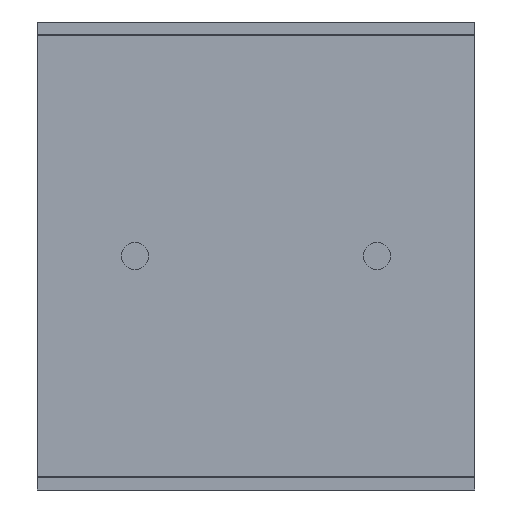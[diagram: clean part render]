
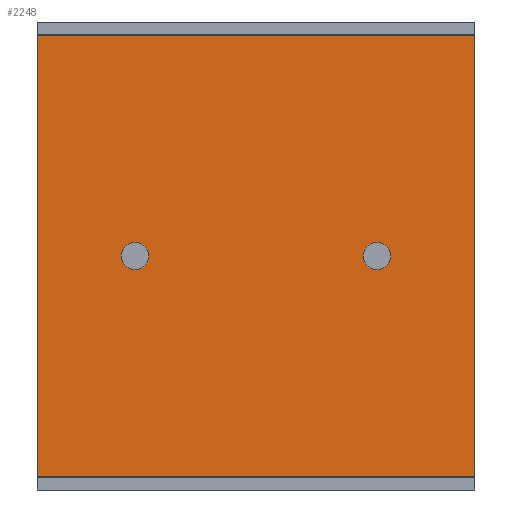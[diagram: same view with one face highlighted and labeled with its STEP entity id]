
A CAD part, front view. The second image highlights one B-rep face of the part: STEP entity #2248.
In plain terms, the highlighted planar face has unit normal (0, -1, 0).
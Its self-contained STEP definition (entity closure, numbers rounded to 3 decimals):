
#31=FACE_BOUND('',#385,.T.);
#32=FACE_BOUND('',#386,.T.);
#128=PLANE('',#2473);
#246=FACE_OUTER_BOUND('',#384,.T.);
#384=EDGE_LOOP('',(#1975,#1976,#1977,#1978));
#385=EDGE_LOOP('',(#1979));
#386=EDGE_LOOP('',(#1980));
#431=LINE('',#3224,#639);
#583=LINE('',#3879,#791);
#591=LINE('',#3896,#799);
#592=LINE('',#3898,#800);
#639=VECTOR('',#2546,10.);
#791=VECTOR('',#3036,10.);
#799=VECTOR('',#3062,10.);
#800=VECTOR('',#3065,10.);
#883=CIRCLE('',#2376,2.25);
#890=CIRCLE('',#2387,2.25);
#941=VERTEX_POINT('',#3221);
#942=VERTEX_POINT('',#3223);
#1058=VERTEX_POINT('',#3561);
#1064=VERTEX_POINT('',#3580);
#1091=VERTEX_POINT('',#3876);
#1092=VERTEX_POINT('',#3878);
#1147=EDGE_CURVE('',#941,#942,#431,.T.);
#1303=EDGE_CURVE('',#1058,#1058,#883,.T.);
#1312=EDGE_CURVE('',#1064,#1064,#890,.T.);
#1385=EDGE_CURVE('',#1091,#1092,#583,.T.);
#1393=EDGE_CURVE('',#1092,#941,#591,.T.);
#1394=EDGE_CURVE('',#942,#1091,#592,.T.);
#1975=ORIENTED_EDGE('',*,*,#1394,.F.);
#1976=ORIENTED_EDGE('',*,*,#1147,.F.);
#1977=ORIENTED_EDGE('',*,*,#1393,.F.);
#1978=ORIENTED_EDGE('',*,*,#1385,.F.);
#1979=ORIENTED_EDGE('',*,*,#1303,.T.);
#1980=ORIENTED_EDGE('',*,*,#1312,.T.);
#2248=ADVANCED_FACE('',(#246,#31,#32),#128,.F.);
#2376=AXIS2_PLACEMENT_3D('',#3563,#2816,#2817);
#2387=AXIS2_PLACEMENT_3D('',#3582,#2840,#2841);
#2473=AXIS2_PLACEMENT_3D('',#3900,#3068,#3069);
#2546=DIRECTION('',(1.,0.,0.));
#2816=DIRECTION('center_axis',(0.,1.,0.));
#2817=DIRECTION('ref_axis',(0.,0.,1.));
#2840=DIRECTION('center_axis',(0.,1.,0.));
#2841=DIRECTION('ref_axis',(0.,0.,1.));
#3036=DIRECTION('',(-1.,0.,0.));
#3062=DIRECTION('',(0.,0.,1.));
#3065=DIRECTION('',(0.,0.,-1.));
#3068=DIRECTION('center_axis',(0.,1.,0.));
#3069=DIRECTION('ref_axis',(1.,0.,0.));
#3221=CARTESIAN_POINT('',(-11.5,-3.,17.));
#3223=CARTESIAN_POINT('',(60.,-3.,17.));
#3224=CARTESIAN_POINT('',(6.375,-3.,17.));
#3561=CARTESIAN_POINT('',(44.,-3.,-21.25));
#3563=CARTESIAN_POINT('Origin',(44.,-3.,-19.));
#3580=CARTESIAN_POINT('',(4.5,-3.,-21.25));
#3582=CARTESIAN_POINT('Origin',(4.5,-3.,-19.));
#3876=CARTESIAN_POINT('',(60.,-3.,-55.));
#3878=CARTESIAN_POINT('',(-11.5,-3.,-55.));
#3879=CARTESIAN_POINT('',(42.125,-3.,-55.));
#3896=CARTESIAN_POINT('',(-11.5,-3.,-37.));
#3898=CARTESIAN_POINT('',(60.,-3.,-1.));
#3900=CARTESIAN_POINT('Origin',(24.25,-3.,-19.));
